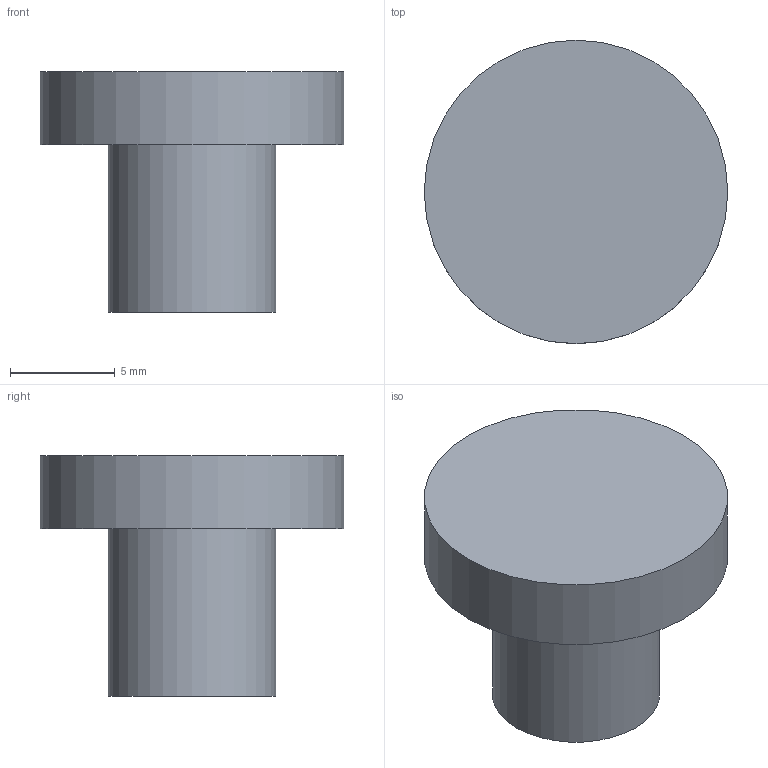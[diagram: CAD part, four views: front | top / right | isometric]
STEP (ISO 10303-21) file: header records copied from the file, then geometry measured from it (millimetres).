
FILE_DESCRIPTION(/* description */ (''),/* implementation_level */ '2;1');
FILE_NAME(/* name */ 'RotaryEncoderConnector.stp',/* time_stamp */ '2025-10-24T01:03:26-05:00',/* author */ ('aul12'),/* organization */ (''),/* preprocessor_version */ 'ST-DEVELOPER v19.2',/* originating_system */ 'Autodesk Inventor 2024',/* authorisation */ '');
FILE_SCHEMA (('AUTOMOTIVE_DESIGN { 1 0 10303 214 3 1 1 }'));
Length unit declared in the file: millimetre
Products named in the file (1): RotaryEncoderConnector
Bounding box: 14.5 x 14.5 x 11.5 mm (x, y, z)
Volume: 718.7 mm3; surface area: 872 mm2
Topology: 1 solids, 1 shells, 8 faces, 12 edges, 8 vertices
Faces by surface type: plane 5, cylinder 3
Full cylindrical faces by diameter (mm): 8 x1, 14.5 x1
Entity records: 225 total; most frequent: DIRECTION 36, CARTESIAN_POINT 29, ORIENTED_EDGE 24, AXIS2_PLACEMENT_3D 15, EDGE_CURVE 12, EDGE_LOOP 10, FACE_OUTER_BOUND 8, VERTEX_POINT 8
